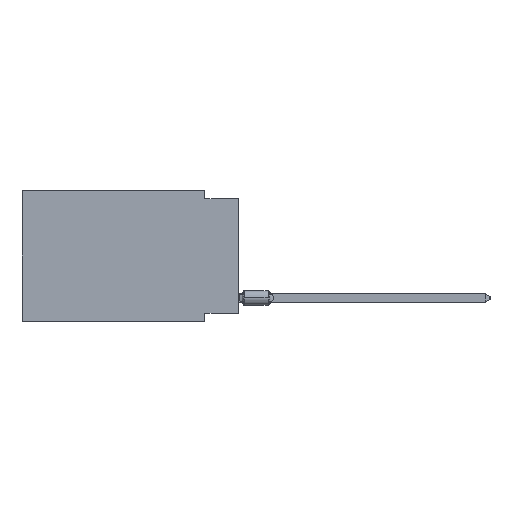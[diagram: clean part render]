
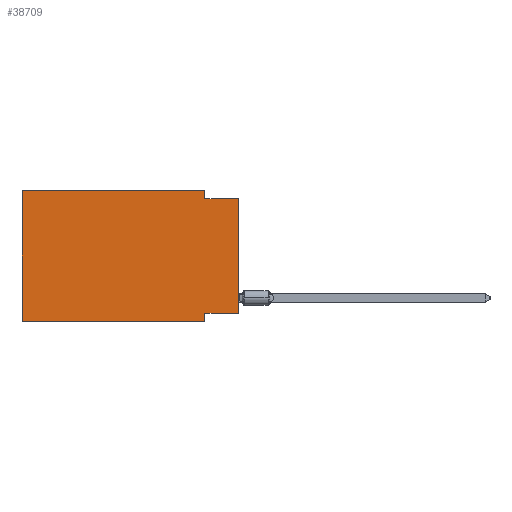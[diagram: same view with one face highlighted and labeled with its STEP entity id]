
A CAD part, left-side view. The second image highlights one B-rep face of the part: STEP entity #38709.
In plain terms, the highlighted planar face has unit normal (-1, 0, 0).
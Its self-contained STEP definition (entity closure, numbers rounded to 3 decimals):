
#806 = CARTESIAN_POINT ( 'NONE',  ( 0., 16.383, -9.906 ) ) ;
#1701 = LINE ( 'NONE', #68571, #13821 ) ;
#1992 = ORIENTED_EDGE ( 'NONE', *, *, #19357, .F. ) ;
#2071 = DIRECTION ( 'NONE',  ( 0., 0., 1. ) ) ;
#2390 = CARTESIAN_POINT ( 'NONE',  ( 0., 2.54, 0. ) ) ;
#4047 = AXIS2_PLACEMENT_3D ( 'NONE', #37577, #9144, #66725 ) ;
#6185 = LINE ( 'NONE', #10987, #71056 ) ;
#7767 = VECTOR ( 'NONE', #54899, 1000. ) ;
#9144 = DIRECTION ( 'NONE',  ( 1., 0., 0. ) ) ;
#10436 = CARTESIAN_POINT ( 'NONE',  ( 0., 16.383, -9.906 ) ) ;
#10553 = LINE ( 'NONE', #27535, #27082 ) ;
#10680 = EDGE_CURVE ( 'NONE', #18390, #34720, #45505, .T. ) ;
#10987 = CARTESIAN_POINT ( 'NONE',  ( 0., 2.54, -9.906 ) ) ;
#12174 = ORIENTED_EDGE ( 'NONE', *, *, #47206, .F. ) ;
#13821 = VECTOR ( 'NONE', #2071, 1000. ) ;
#15287 = CARTESIAN_POINT ( 'NONE',  ( 0., 16.383, 0. ) ) ;
#18342 = ORIENTED_EDGE ( 'NONE', *, *, #72726, .F. ) ;
#18390 = VERTEX_POINT ( 'NONE', #10436 ) ;
#19357 = EDGE_CURVE ( 'NONE', #68440, #34720, #6185, .T. ) ;
#19477 = CARTESIAN_POINT ( 'NONE',  ( 0., 0., -0.635 ) ) ;
#20560 = FACE_OUTER_BOUND ( 'NONE', #41032, .T. ) ;
#21355 = CARTESIAN_POINT ( 'NONE',  ( 0., 16.383, 0. ) ) ;
#21588 = CARTESIAN_POINT ( 'NONE',  ( 0., 2.54, -9.271 ) ) ;
#21600 = VERTEX_POINT ( 'NONE', #66124 ) ;
#25968 = LINE ( 'NONE', #31524, #26991 ) ;
#26018 = VECTOR ( 'NONE', #60891, 1000. ) ;
#26991 = VECTOR ( 'NONE', #54044, 1000. ) ;
#27047 = VECTOR ( 'NONE', #68000, 1000. ) ;
#27082 = VECTOR ( 'NONE', #28264, 1000. ) ;
#27535 = CARTESIAN_POINT ( 'NONE',  ( 0., 2.54, 0. ) ) ;
#28264 = DIRECTION ( 'NONE',  ( 0., 0., -1. ) ) ;
#30145 = EDGE_CURVE ( 'NONE', #21600, #60798, #1701, .T. ) ;
#31524 = CARTESIAN_POINT ( 'NONE',  ( 0., 0., -9.271 ) ) ;
#34030 = CARTESIAN_POINT ( 'NONE',  ( 0., 16.383, 0. ) ) ;
#34517 = VECTOR ( 'NONE', #67668, 1000. ) ;
#34720 = VERTEX_POINT ( 'NONE', #42483 ) ;
#35233 = ORIENTED_EDGE ( 'NONE', *, *, #10680, .T. ) ;
#37577 = CARTESIAN_POINT ( 'NONE',  ( 0., 16.383, 0. ) ) ;
#38709 = ADVANCED_FACE ( 'NONE', ( #20560 ), #48292, .F. ) ;
#40734 = CARTESIAN_POINT ( 'NONE',  ( 0., 2.54, -0.635 ) ) ;
#41032 = EDGE_LOOP ( 'NONE', ( #65344, #46542, #68054, #18342, #12174, #35233, #1992, #50483 ) ) ;
#42199 = VERTEX_POINT ( 'NONE', #2390 ) ;
#42483 = CARTESIAN_POINT ( 'NONE',  ( 0., 2.54, -9.906 ) ) ;
#44484 = VERTEX_POINT ( 'NONE', #40734 ) ;
#44627 = LINE ( 'NONE', #21355, #26018 ) ;
#45505 = LINE ( 'NONE', #806, #34517 ) ;
#46542 = ORIENTED_EDGE ( 'NONE', *, *, #62661, .F. ) ;
#47206 = EDGE_CURVE ( 'NONE', #18390, #51178, #62461, .T. ) ;
#48292 = PLANE ( 'NONE',  #4047 ) ;
#48985 = LINE ( 'NONE', #19477, #7767 ) ;
#50483 = ORIENTED_EDGE ( 'NONE', *, *, #53109, .F. ) ;
#51178 = VERTEX_POINT ( 'NONE', #15287 ) ;
#53109 = EDGE_CURVE ( 'NONE', #21600, #68440, #25968, .T. ) ;
#54044 = DIRECTION ( 'NONE',  ( 0., 1., 0. ) ) ;
#54899 = DIRECTION ( 'NONE',  ( 0., -1., 0. ) ) ;
#60798 = VERTEX_POINT ( 'NONE', #66499 ) ;
#60891 = DIRECTION ( 'NONE',  ( 0., -1., 0. ) ) ;
#61951 = DIRECTION ( 'NONE',  ( 0., 0., -1. ) ) ;
#62461 = LINE ( 'NONE', #34030, #27047 ) ;
#62661 = EDGE_CURVE ( 'NONE', #44484, #60798, #48985, .T. ) ;
#65344 = ORIENTED_EDGE ( 'NONE', *, *, #30145, .T. ) ;
#66124 = CARTESIAN_POINT ( 'NONE',  ( 0., 0., -9.271 ) ) ;
#66499 = CARTESIAN_POINT ( 'NONE',  ( 0., 0., -0.635 ) ) ;
#66725 = DIRECTION ( 'NONE',  ( 0., 0., -1. ) ) ;
#67668 = DIRECTION ( 'NONE',  ( 0., -1., 0. ) ) ;
#68000 = DIRECTION ( 'NONE',  ( 0., 0., 1. ) ) ;
#68054 = ORIENTED_EDGE ( 'NONE', *, *, #71673, .F. ) ;
#68440 = VERTEX_POINT ( 'NONE', #21588 ) ;
#68571 = CARTESIAN_POINT ( 'NONE',  ( 0., 0., 0. ) ) ;
#71056 = VECTOR ( 'NONE', #61951, 1000. ) ;
#71673 = EDGE_CURVE ( 'NONE', #42199, #44484, #10553, .T. ) ;
#72726 = EDGE_CURVE ( 'NONE', #51178, #42199, #44627, .T. ) ;
